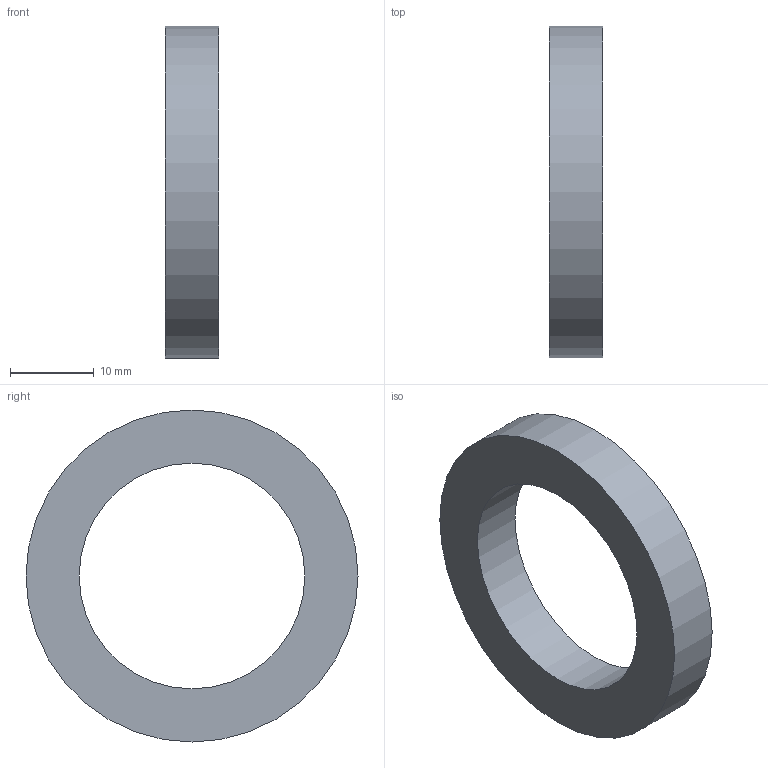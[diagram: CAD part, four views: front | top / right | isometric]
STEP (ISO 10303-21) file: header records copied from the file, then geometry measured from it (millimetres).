
FILE_DESCRIPTION(/* description */ ('1" & 1 1/4" COUPLING GASKET, FKM BROWN'),/* implementation_level */ '2;1');
FILE_NAME(/* name */ '100GV.stp',/* time_stamp */ '2020-04-03T11:55:22-04:00',/* author */ ('MJC'),/* organization */ (''),/* preprocessor_version */ 'ST-DEVELOPER v17',/* originating_system */ 'Autodesk Inventor 2019',/* authorisation */ '');
FILE_SCHEMA (('AUTOMOTIVE_DESIGN { 1 0 10303 214 3 1 1 }'));
Length unit declared in the file: inch
Products named in the file (1): 100GV
Bounding box: 6.35 x 39.69 x 39.69 mm (x, y, z)
Volume: 4223.1 mm3; surface area: 2660.2 mm2
Topology: 1 solids, 1 shells, 4 faces, 10 edges, 8 vertices
Faces by surface type: cylinder 2, plane 2
Full cylindrical faces by diameter (mm): 26.987 x1, 39.688 x1
Entity records: 179 total; most frequent: DIRECTION 28, CARTESIAN_POINT 23, ORIENTED_EDGE 20, AXIS2_PLACEMENT_3D 13, EDGE_CURVE 10, CIRCLE 8, VERTEX_POINT 8, EDGE_LOOP 6
